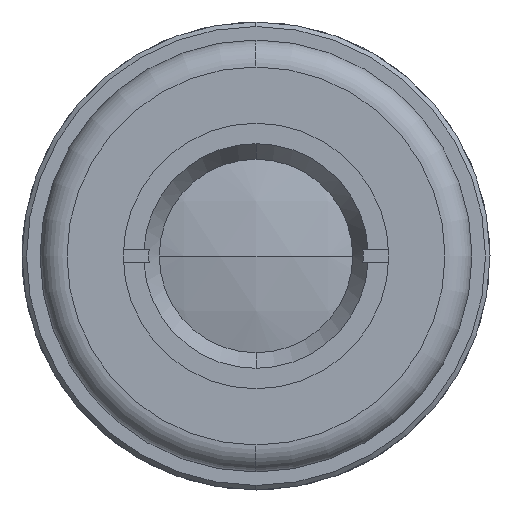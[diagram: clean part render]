
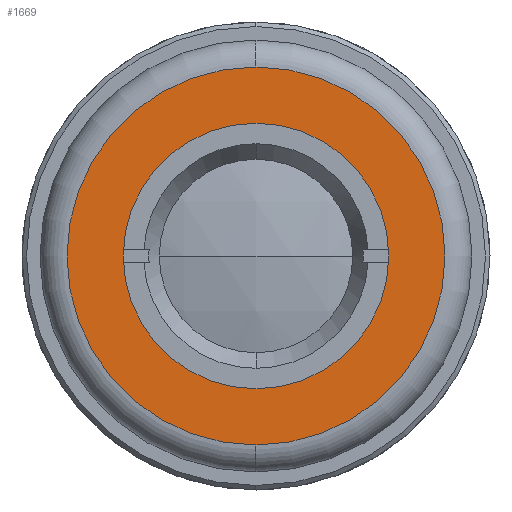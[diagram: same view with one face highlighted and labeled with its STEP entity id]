
A CAD part, left-side view. The second image highlights one B-rep face of the part: STEP entity #1669.
In plain terms, the highlighted planar face has unit normal (-1, 0, 0).
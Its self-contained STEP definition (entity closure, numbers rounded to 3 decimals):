
#36 = ORIENTED_EDGE ( 'NONE', *, *, #2559, .F. ) ;
#108 = AXIS2_PLACEMENT_3D ( 'NONE', #1515, #1836, #2765 ) ;
#195 = PLANE ( 'NONE',  #3222 ) ;
#197 = EDGE_CURVE ( 'NONE', #1239, #3250, #2556, .T. ) ;
#488 = FACE_BOUND ( 'NONE', #1216, .T. ) ;
#582 = ORIENTED_EDGE ( 'NONE', *, *, #2912, .F. ) ;
#819 = CARTESIAN_POINT ( 'NONE',  ( -33.9, 0., 14.75 ) ) ;
#868 = CARTESIAN_POINT ( 'NONE',  ( -33.9, 0., 0. ) ) ;
#886 = DIRECTION ( 'NONE',  ( -1., 0., 0. ) ) ;
#1216 = EDGE_LOOP ( 'NONE', ( #582, #36 ) ) ;
#1219 = CARTESIAN_POINT ( 'NONE',  ( -33.9, 0., 0. ) ) ;
#1239 = VERTEX_POINT ( 'NONE', #2910 ) ;
#1241 = CARTESIAN_POINT ( 'NONE',  ( -33.9, 0., 21. ) ) ;
#1251 = CIRCLE ( 'NONE', #3225, 21. ) ;
#1356 = CARTESIAN_POINT ( 'NONE',  ( -33.9, 24., 0. ) ) ;
#1375 = DIRECTION ( 'NONE',  ( 0., 0., -1. ) ) ;
#1500 = AXIS2_PLACEMENT_3D ( 'NONE', #2637, #886, #3143 ) ;
#1515 = CARTESIAN_POINT ( 'NONE',  ( -33.9, 0., 0. ) ) ;
#1596 = ORIENTED_EDGE ( 'NONE', *, *, #197, .T. ) ;
#1618 = AXIS2_PLACEMENT_3D ( 'NONE', #868, #3708, #2927 ) ;
#1669 = ADVANCED_FACE ( 'NONE', ( #3112, #488 ), #195, .F. ) ;
#1836 = DIRECTION ( 'NONE',  ( -1., 0., 0. ) ) ;
#1878 = EDGE_CURVE ( 'NONE', #3250, #1239, #1251, .T. ) ;
#2173 = VERTEX_POINT ( 'NONE', #819 ) ;
#2408 = DIRECTION ( 'NONE',  ( 0., 0., -1. ) ) ;
#2531 = DIRECTION ( 'NONE',  ( 1., 0., 0. ) ) ;
#2556 = CIRCLE ( 'NONE', #108, 21. ) ;
#2559 = EDGE_CURVE ( 'NONE', #3513, #2173, #2618, .T. ) ;
#2618 = CIRCLE ( 'NONE', #1500, 14.75 ) ;
#2637 = CARTESIAN_POINT ( 'NONE',  ( -33.9, 0., 0. ) ) ;
#2755 = EDGE_LOOP ( 'NONE', ( #1596, #3569 ) ) ;
#2765 = DIRECTION ( 'NONE',  ( 0., 0., -1. ) ) ;
#2910 = CARTESIAN_POINT ( 'NONE',  ( -33.9, 0., -21. ) ) ;
#2912 = EDGE_CURVE ( 'NONE', #2173, #3513, #2974, .T. ) ;
#2927 = DIRECTION ( 'NONE',  ( 0., 0., 1. ) ) ;
#2974 = CIRCLE ( 'NONE', #1618, 14.75 ) ;
#3112 = FACE_OUTER_BOUND ( 'NONE', #2755, .T. ) ;
#3143 = DIRECTION ( 'NONE',  ( 0., 0., 1. ) ) ;
#3222 = AXIS2_PLACEMENT_3D ( 'NONE', #1356, #2531, #1375 ) ;
#3225 = AXIS2_PLACEMENT_3D ( 'NONE', #1219, #3260, #2408 ) ;
#3250 = VERTEX_POINT ( 'NONE', #1241 ) ;
#3260 = DIRECTION ( 'NONE',  ( -1., 0., 0. ) ) ;
#3513 = VERTEX_POINT ( 'NONE', #3745 ) ;
#3569 = ORIENTED_EDGE ( 'NONE', *, *, #1878, .T. ) ;
#3708 = DIRECTION ( 'NONE',  ( -1., 0., 0. ) ) ;
#3745 = CARTESIAN_POINT ( 'NONE',  ( -33.9, 0., -14.75 ) ) ;
